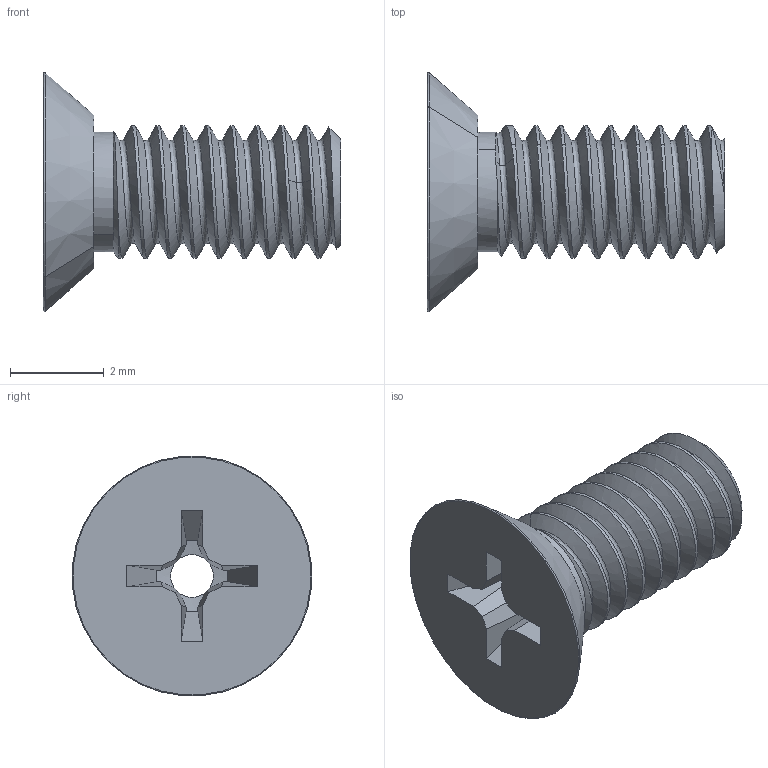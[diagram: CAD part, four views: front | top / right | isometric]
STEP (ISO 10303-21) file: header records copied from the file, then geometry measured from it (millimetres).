
FILE_DESCRIPTION((''),'2;1');
FILE_NAME('001_FLAT_HEAD_INCH_ASM','2023-11-14T',('SYSTEM'),(''),'PRO/ENGINEER BY PARAMETRIC TECHNOLOGY CORPORATION, 2016360','PRO/ENGINEER BY PARAMETRIC TECHNOLOGY CORPORATION, 2016360','');
FILE_SCHEMA(('AUTOMOTIVE_DESIGN { 1 0 10303 214 1 1 1 1 }'));
Length unit declared in the file: inch
Products named in the file (2): F-F112; 001_FLAT_HEAD_INCH_ASM
Assembly tree (1 placements, depth 2):
  001_FLAT_HEAD_INCH_ASM
    F-F112
Bounding box: 6.35 x 5.11 x 5.11 mm (x, y, z)
Volume: 36 mm3; surface area: 136.9 mm2
Topology: 1 solids, 1 shells, 66 faces, 179 edges, 116 vertices
Faces by surface type: cylinder 21, bspline 20, plane 15, cone 8, torus 2
Entity records: 9881 total; most frequent: CARTESIAN_POINT 8212, ORIENTED_EDGE 358, DIRECTION 212, EDGE_CURVE 179, VERTEX_POINT 116, COLOUR_RGB 111, B_SPLINE_CURVE_WITH_KNOTS 88, AXIS2_PLACEMENT_3D 72
